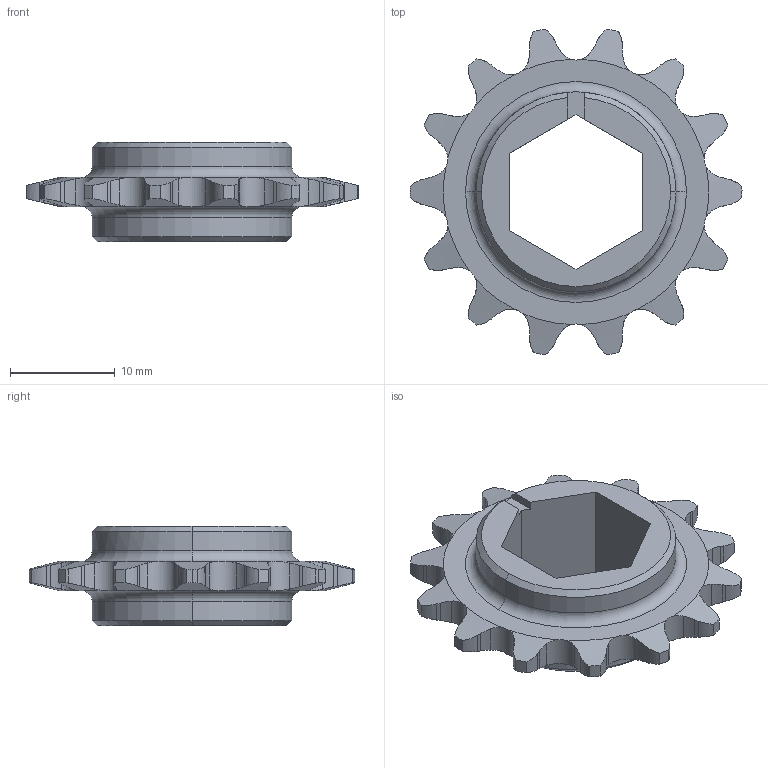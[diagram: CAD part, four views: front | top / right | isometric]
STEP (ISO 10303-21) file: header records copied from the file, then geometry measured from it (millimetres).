
FILE_DESCRIPTION (( 'STEP AP214' ), '1' );
FILE_NAME ('WCP-0577 Rev1.step', '2023-01-03T03:00:29', ( '' ), ( '' ), 'SwSTEP 2.0', 'SolidWorks 2020', '' );
FILE_SCHEMA (( 'AUTOMOTIVE_DESIGN' ));
Length unit declared in the file: inch
Products named in the file (1): WCP-0577 Rev1
Bounding box: 31.63 x 31.06 x 9.53 mm (x, y, z)
Volume: 2241.8 mm3; surface area: 1987.7 mm2
Topology: 1 solids, 1 shells, 177 faces, 514 edges, 340 vertices
Faces by surface type: cylinder 99, plane 41, cone 33, torus 4
Entity records: 6319 total; most frequent: CARTESIAN_POINT 1974, ORIENTED_EDGE 1028, DIRECTION 741, EDGE_CURVE 514, VERTEX_POINT 340, AXIS2_PLACEMENT_3D 291, B_SPLINE_CURVE_WITH_KNOTS 242, EDGE_LOOP 180
